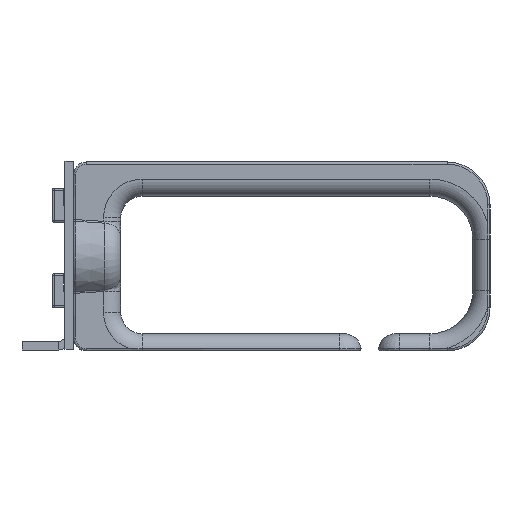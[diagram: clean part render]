
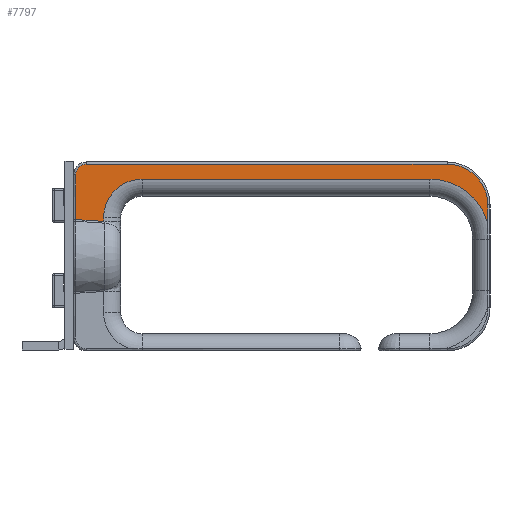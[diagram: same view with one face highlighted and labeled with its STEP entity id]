
A CAD part, left-side view. The second image highlights one B-rep face of the part: STEP entity #7797.
In plain terms, the highlighted face is planar.
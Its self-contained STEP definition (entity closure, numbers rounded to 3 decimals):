
#20 = ORIENTED_EDGE ( 'NONE', *, *, #8262, .F. ) ;
#28 = VERTEX_POINT ( 'NONE', #10718 ) ;
#120 = LINE ( 'NONE', #6482, #3499 ) ;
#133 = EDGE_CURVE ( 'NONE', #659, #3696, #120, .T. ) ;
#192 = CARTESIAN_POINT ( 'NONE',  ( 21.5, 38.5, -5.5 ) ) ;
#550 = DIRECTION ( 'NONE',  ( -1., 0., 0. ) ) ;
#599 = CARTESIAN_POINT ( 'NONE',  ( 12., 48., -5.5 ) ) ;
#659 = VERTEX_POINT ( 'NONE', #5157 ) ;
#667 = CARTESIAN_POINT ( 'NONE',  ( 19., -45.5, -5.5 ) ) ;
#760 = CARTESIAN_POINT ( 'NONE',  ( 12., 38.5, -5.5 ) ) ;
#1531 = FACE_OUTER_BOUND ( 'NONE', #3742, .T. ) ;
#1681 = PLANE ( 'NONE',  #5093 ) ;
#1778 = VERTEX_POINT ( 'NONE', #4801 ) ;
#2080 = DIRECTION ( 'NONE',  ( 0., -1., 0. ) ) ;
#2179 = DIRECTION ( 'NONE',  ( 0., 0., 1. ) ) ;
#2277 = CARTESIAN_POINT ( 'NONE',  ( 9., -32.5, -5.5 ) ) ;
#2337 = AXIS2_PLACEMENT_3D ( 'NONE', #667, #2179, #3021 ) ;
#2759 = VERTEX_POINT ( 'NONE', #599 ) ;
#2843 = DIRECTION ( 'NONE',  ( 0.707, 0.707, 0. ) ) ;
#2873 = DIRECTION ( 'NONE',  ( 1., 0., 0. ) ) ;
#3021 = DIRECTION ( 'NONE',  ( 0.707, -0.707, 0. ) ) ;
#3058 = CARTESIAN_POINT ( 'NONE',  ( 8.167, -41.5, -5.5 ) ) ;
#3172 = DIRECTION ( 'NONE',  ( 0., 0., -1. ) ) ;
#3438 = LINE ( 'NONE', #9242, #6415 ) ;
#3499 = VECTOR ( 'NONE', #550, 1000. ) ;
#3696 = VERTEX_POINT ( 'NONE', #9607 ) ;
#3742 = EDGE_LOOP ( 'NONE', ( #10104, #4853, #9597, #10882, #20, #5145, #7709, #4263, #9912, #5297 ) ) ;
#3769 = CARTESIAN_POINT ( 'NONE',  ( 4., 34.5, -5.5 ) ) ;
#3911 = VERTEX_POINT ( 'NONE', #5034 ) ;
#4022 = CARTESIAN_POINT ( 'NONE',  ( 19., -48., -5.5 ) ) ;
#4263 = ORIENTED_EDGE ( 'NONE', *, *, #8379, .F. ) ;
#4277 = VECTOR ( 'NONE', #10906, 1000. ) ;
#4295 = CIRCLE ( 'NONE', #5111, 14. ) ;
#4414 = VERTEX_POINT ( 'NONE', #7050 ) ;
#4421 = LINE ( 'NONE', #7726, #10440 ) ;
#4434 = CARTESIAN_POINT ( 'NONE',  ( 0., 0., -5.5 ) ) ;
#4472 = B_SPLINE_CURVE_WITH_KNOTS ( 'NONE', 3,
 ( #3058, #5250, #6251, #11044 ),
 .UNSPECIFIED., .F., .F.,
 ( 4, 4 ),
 ( -0.749, -0.098 ),
 .UNSPECIFIED. ) ;
#4585 = EDGE_CURVE ( 'NONE', #3696, #3911, #4472, .T. ) ;
#4714 = AXIS2_PLACEMENT_3D ( 'NONE', #760, #5687, #11040 ) ;
#4790 = DIRECTION ( 'NONE',  ( 0.707, -0.707, 0. ) ) ;
#4801 = CARTESIAN_POINT ( 'NONE',  ( 21.5, -45.5, -5.5 ) ) ;
#4853 = ORIENTED_EDGE ( 'NONE', *, *, #4585, .F. ) ;
#5034 = CARTESIAN_POINT ( 'NONE',  ( 8.586, -48., -5.5 ) ) ;
#5090 = DIRECTION ( 'NONE',  ( 0., 0., -1. ) ) ;
#5093 = AXIS2_PLACEMENT_3D ( 'NONE', #4434, #6664, #10207 ) ;
#5111 = AXIS2_PLACEMENT_3D ( 'NONE', #3769, #5090, #2843 ) ;
#5145 = ORIENTED_EDGE ( 'NONE', *, *, #7748, .F. ) ;
#5157 = CARTESIAN_POINT ( 'NONE',  ( 9., -41.5, -5.5 ) ) ;
#5189 = EDGE_CURVE ( 'NONE', #3911, #8015, #4421, .T. ) ;
#5250 = CARTESIAN_POINT ( 'NONE',  ( 8.308, -43.667, -5.5 ) ) ;
#5297 = ORIENTED_EDGE ( 'NONE', *, *, #10903, .F. ) ;
#5585 = AXIS2_PLACEMENT_3D ( 'NONE', #2277, #3172, #4790 ) ;
#5681 = CIRCLE ( 'NONE', #5585, 9. ) ;
#5687 = DIRECTION ( 'NONE',  ( 0., 0., 1. ) ) ;
#5856 = LINE ( 'NONE', #8265, #10134 ) ;
#6162 = DIRECTION ( 'NONE',  ( 0., 1., 0. ) ) ;
#6174 = LINE ( 'NONE', #8153, #4277 ) ;
#6238 = CIRCLE ( 'NONE', #2337, 2.5 ) ;
#6251 = CARTESIAN_POINT ( 'NONE',  ( 8.447, -45.833, -5.5 ) ) ;
#6378 = VERTEX_POINT ( 'NONE', #8483 ) ;
#6415 = VECTOR ( 'NONE', #6162, 1000. ) ;
#6482 = CARTESIAN_POINT ( 'NONE',  ( -9., -41.5, -5.5 ) ) ;
#6617 = EDGE_CURVE ( 'NONE', #28, #659, #5681, .T. ) ;
#6664 = DIRECTION ( 'NONE',  ( 0., 0., 1. ) ) ;
#6877 = EDGE_CURVE ( 'NONE', #1778, #8428, #3438, .T. ) ;
#7050 = CARTESIAN_POINT ( 'NONE',  ( 7.708, 48., -5.5 ) ) ;
#7709 = ORIENTED_EDGE ( 'NONE', *, *, #8028, .F. ) ;
#7726 = CARTESIAN_POINT ( 'NONE',  ( 11., -48., -5.5 ) ) ;
#7748 = EDGE_CURVE ( 'NONE', #4414, #6378, #4295, .T. ) ;
#7797 = ADVANCED_FACE ( 'NONE', ( #1531 ), #1681, .F. ) ;
#8015 = VERTEX_POINT ( 'NONE', #4022 ) ;
#8028 = EDGE_CURVE ( 'NONE', #2759, #4414, #6174, .T. ) ;
#8153 = CARTESIAN_POINT ( 'NONE',  ( -11., 48., -5.5 ) ) ;
#8262 = EDGE_CURVE ( 'NONE', #6378, #28, #5856, .T. ) ;
#8265 = CARTESIAN_POINT ( 'NONE',  ( 18., -18.75, -5.5 ) ) ;
#8379 = EDGE_CURVE ( 'NONE', #8428, #2759, #9839, .T. ) ;
#8428 = VERTEX_POINT ( 'NONE', #192 ) ;
#8483 = CARTESIAN_POINT ( 'NONE',  ( 18., 34.5, -5.5 ) ) ;
#9242 = CARTESIAN_POINT ( 'NONE',  ( 21.5, 24.25, -5.5 ) ) ;
#9597 = ORIENTED_EDGE ( 'NONE', *, *, #133, .F. ) ;
#9607 = CARTESIAN_POINT ( 'NONE',  ( 8.167, -41.5, -5.5 ) ) ;
#9839 = CIRCLE ( 'NONE', #4714, 9.5 ) ;
#9912 = ORIENTED_EDGE ( 'NONE', *, *, #6877, .F. ) ;
#10104 = ORIENTED_EDGE ( 'NONE', *, *, #5189, .F. ) ;
#10134 = VECTOR ( 'NONE', #2080, 1000. ) ;
#10207 = DIRECTION ( 'NONE',  ( 1., 0., 0. ) ) ;
#10440 = VECTOR ( 'NONE', #2873, 1000. ) ;
#10718 = CARTESIAN_POINT ( 'NONE',  ( 18., -32.5, -5.5 ) ) ;
#10882 = ORIENTED_EDGE ( 'NONE', *, *, #6617, .F. ) ;
#10903 = EDGE_CURVE ( 'NONE', #8015, #1778, #6238, .T. ) ;
#10906 = DIRECTION ( 'NONE',  ( -1., 0., 0. ) ) ;
#11040 = DIRECTION ( 'NONE',  ( 0.707, 0.707, 0. ) ) ;
#11044 = CARTESIAN_POINT ( 'NONE',  ( 8.586, -48., -5.5 ) ) ;
